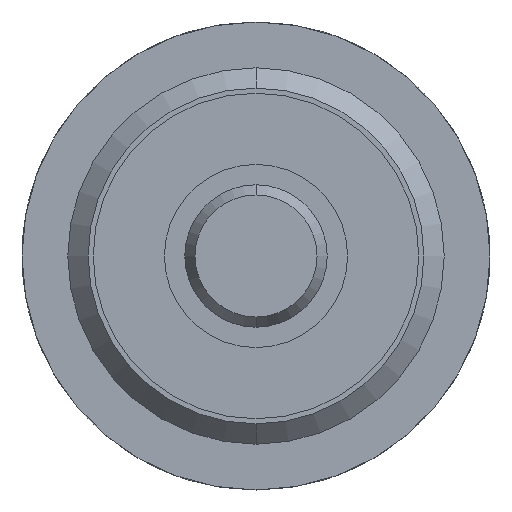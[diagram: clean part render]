
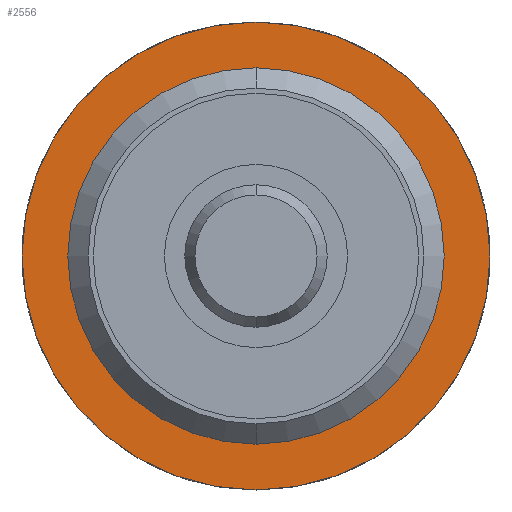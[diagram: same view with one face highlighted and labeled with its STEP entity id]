
A CAD part, front view. The second image highlights one B-rep face of the part: STEP entity #2556.
In plain terms, the highlighted planar face has unit normal (0, -1, 0).
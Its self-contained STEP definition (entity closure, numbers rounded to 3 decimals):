
#67 = ORIENTED_EDGE ( 'NONE', *, *, #3041, .F. ) ;
#168 = CARTESIAN_POINT ( 'NONE',  ( 0., -2.2, 1.15 ) ) ;
#273 = VERTEX_POINT ( 'NONE', #1704 ) ;
#449 = ORIENTED_EDGE ( 'NONE', *, *, #852, .T. ) ;
#512 = CARTESIAN_POINT ( 'NONE',  ( 0., -2.2, -1.15 ) ) ;
#522 = DIRECTION ( 'NONE',  ( 0., 1., 0. ) ) ;
#649 = ORIENTED_EDGE ( 'NONE', *, *, #1738, .F. ) ;
#774 = DIRECTION ( 'NONE',  ( 0., 1., 0. ) ) ;
#852 = EDGE_CURVE ( 'Defeature ausgef�hrt2_10+Defeature ausgef�hrt2_11+Defeature ausgef�hrt2_11+Defeature ausgef�hrt2_11', #1843, #273, #2518, .T. ) ;
#1704 = CARTESIAN_POINT ( 'NONE',  ( 0., -2.2, -0.81 ) ) ;
#1738 = EDGE_CURVE ( 'Defeature ausgef�hrt2_9+Defeature ausgef�hrt2_10+Defeature ausgef�hrt2_10+Defeature ausgef�hrt2_10', #2535, #3562, #3606, .T. ) ;
#1843 = VERTEX_POINT ( 'NONE', #3833 ) ;
#1849 = CARTESIAN_POINT ( 'NONE',  ( 1.15, -2.2, 0. ) ) ;
#1886 = CIRCLE ( 'NONE', #4850, 0.81 ) ;
#1901 = EDGE_LOOP ( 'NONE', ( #449, #4592 ) ) ;
#2220 = AXIS2_PLACEMENT_3D ( 'NONE', #2453, #774, #2808 ) ;
#2254 = PLANE ( 'NONE',  #4092 ) ;
#2453 = CARTESIAN_POINT ( 'NONE',  ( 0., -2.2, 0. ) ) ;
#2518 = CIRCLE ( 'NONE', #4858, 0.81 ) ;
#2535 = VERTEX_POINT ( 'NONE', #168 ) ;
#2542 = DIRECTION ( 'NONE',  ( 0., 0., 1. ) ) ;
#2556 = ADVANCED_FACE ( 'Defeature ausgef�hrt2_10', ( #5091, #3031 ), #2254, .F. ) ;
#2808 = DIRECTION ( 'NONE',  ( 0., 0., 1. ) ) ;
#2936 = AXIS2_PLACEMENT_3D ( 'NONE', #2949, #522, #2542 ) ;
#2949 = CARTESIAN_POINT ( 'NONE',  ( 0., -2.2, 0. ) ) ;
#3031 = FACE_BOUND ( 'NONE', #1901, .T. ) ;
#3041 = EDGE_CURVE ( 'Defeature ausgef�hrt2_9+Defeature ausgef�hrt2_10+Defeature ausgef�hrt2_10+Defeature ausgef�hrt2_10', #3562, #2535, #3163, .T. ) ;
#3163 = CIRCLE ( 'NONE', #2220, 1.15 ) ;
#3429 = CARTESIAN_POINT ( 'NONE',  ( 0., -2.2, 0. ) ) ;
#3562 = VERTEX_POINT ( 'NONE', #512 ) ;
#3606 = CIRCLE ( 'NONE', #2936, 1.15 ) ;
#3718 = EDGE_CURVE ( 'Defeature ausgef�hrt2_10+Defeature ausgef�hrt2_11+Defeature ausgef�hrt2_11+Defeature ausgef�hrt2_11', #273, #1843, #1886, .T. ) ;
#3731 = DIRECTION ( 'NONE',  ( 0., 1., 0. ) ) ;
#3755 = DIRECTION ( 'NONE',  ( 0., 0., 1. ) ) ;
#3833 = CARTESIAN_POINT ( 'NONE',  ( 0., -2.2, 0.81 ) ) ;
#3850 = DIRECTION ( 'NONE',  ( 0., 1., 0. ) ) ;
#4092 = AXIS2_PLACEMENT_3D ( 'NONE', #1849, #4636, #5121 ) ;
#4295 = DIRECTION ( 'NONE',  ( 0., 0., 1. ) ) ;
#4592 = ORIENTED_EDGE ( 'NONE', *, *, #3718, .T. ) ;
#4636 = DIRECTION ( 'NONE',  ( 0., 1., 0. ) ) ;
#4732 = EDGE_LOOP ( 'NONE', ( #649, #67 ) ) ;
#4850 = AXIS2_PLACEMENT_3D ( 'NONE', #3429, #3850, #4295 ) ;
#4858 = AXIS2_PLACEMENT_3D ( 'NONE', #4942, #3731, #3755 ) ;
#4942 = CARTESIAN_POINT ( 'NONE',  ( 0., -2.2, 0. ) ) ;
#5091 = FACE_OUTER_BOUND ( 'NONE', #4732, .T. ) ;
#5121 = DIRECTION ( 'NONE',  ( 0., 0., 1. ) ) ;
